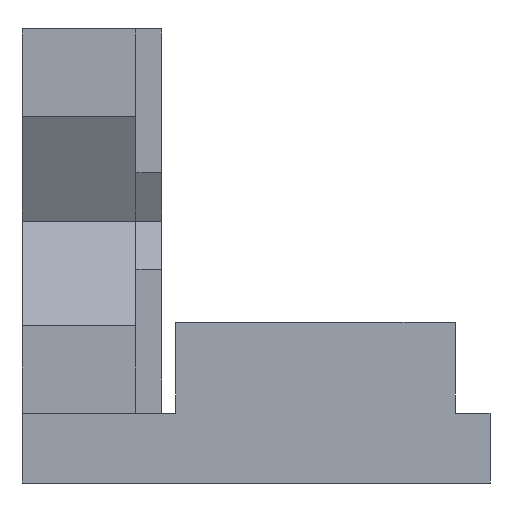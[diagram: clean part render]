
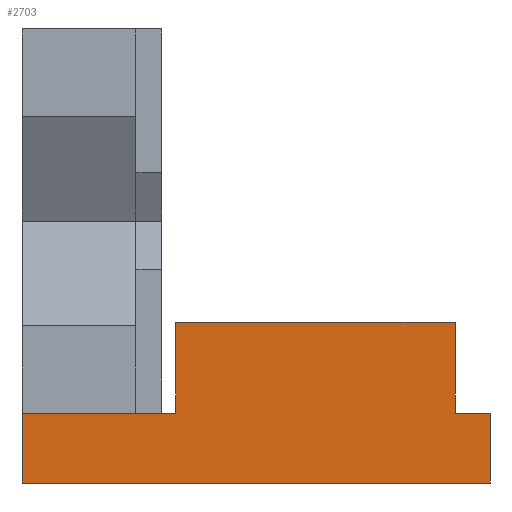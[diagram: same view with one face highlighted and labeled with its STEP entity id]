
A CAD part, front view. The second image highlights one B-rep face of the part: STEP entity #2703.
In plain terms, the highlighted planar face has unit normal (0, -1, 0).
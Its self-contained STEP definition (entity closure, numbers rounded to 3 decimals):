
#3 = VECTOR ( 'NONE', #2542, 1000. ) ;
#22 = CARTESIAN_POINT ( 'NONE',  ( -23.5, -43.75, 10. ) ) ;
#48 = CARTESIAN_POINT ( 'NONE',  ( -21.5, -43.75, 23. ) ) ;
#104 = AXIS2_PLACEMENT_3D ( 'NONE', #2974, #772, #2516 ) ;
#274 = PLANE ( 'NONE',  #104 ) ;
#287 = DIRECTION ( 'NONE',  ( 0., 0., -1. ) ) ;
#374 = ORIENTED_EDGE ( 'NONE', *, *, #2747, .T. ) ;
#393 = DIRECTION ( 'NONE',  ( 0., 0., -1. ) ) ;
#415 = LINE ( 'NONE', #3205, #986 ) ;
#440 = ORIENTED_EDGE ( 'NONE', *, *, #2494, .F. ) ;
#480 = VECTOR ( 'NONE', #1360, 1000. ) ;
#497 = VERTEX_POINT ( 'NONE', #2712 ) ;
#656 = EDGE_LOOP ( 'NONE', ( #440, #1255, #374, #1576, #2699, #3025, #2947, #1903 ) ) ;
#739 = VECTOR ( 'NONE', #393, 1000. ) ;
#766 = LINE ( 'NONE', #22, #2500 ) ;
#772 = DIRECTION ( 'NONE',  ( 0., 1., 0. ) ) ;
#822 = CARTESIAN_POINT ( 'NONE',  ( -43.5, -43.75, 10. ) ) ;
#986 = VECTOR ( 'NONE', #3139, 1000. ) ;
#1034 = CARTESIAN_POINT ( 'NONE',  ( 18.5, -43.75, 10. ) ) ;
#1056 = CARTESIAN_POINT ( 'NONE',  ( -21.5, -43.75, 23. ) ) ;
#1148 = VECTOR ( 'NONE', #2324, 1000. ) ;
#1233 = EDGE_CURVE ( 'NONE', #1600, #1374, #1376, .T. ) ;
#1252 = FACE_OUTER_BOUND ( 'NONE', #656, .T. ) ;
#1255 = ORIENTED_EDGE ( 'NONE', *, *, #1620, .T. ) ;
#1261 = DIRECTION ( 'NONE',  ( 1., 0., 0. ) ) ;
#1360 = DIRECTION ( 'NONE',  ( 1., 0., 0. ) ) ;
#1371 = VERTEX_POINT ( 'NONE', #1953 ) ;
#1374 = VERTEX_POINT ( 'NONE', #3209 ) ;
#1376 = LINE ( 'NONE', #1424, #739 ) ;
#1424 = CARTESIAN_POINT ( 'NONE',  ( 23.5, -43.75, 10. ) ) ;
#1506 = DIRECTION ( 'NONE',  ( 1., 0., 0. ) ) ;
#1576 = ORIENTED_EDGE ( 'NONE', *, *, #1233, .F. ) ;
#1600 = VERTEX_POINT ( 'NONE', #1766 ) ;
#1620 = EDGE_CURVE ( 'NONE', #1371, #2511, #2877, .T. ) ;
#1741 = EDGE_CURVE ( 'NONE', #2443, #2673, #415, .T. ) ;
#1766 = CARTESIAN_POINT ( 'NONE',  ( 23.5, -43.75, 10. ) ) ;
#1769 = VECTOR ( 'NONE', #1506, 1000. ) ;
#1793 = CARTESIAN_POINT ( 'NONE',  ( 18.5, -43.75, 23. ) ) ;
#1833 = CARTESIAN_POINT ( 'NONE',  ( -21.5, -43.75, 23. ) ) ;
#1903 = ORIENTED_EDGE ( 'NONE', *, *, #2722, .T. ) ;
#1953 = CARTESIAN_POINT ( 'NONE',  ( -43.5, -43.75, 10. ) ) ;
#2042 = LINE ( 'NONE', #3080, #480 ) ;
#2303 = CARTESIAN_POINT ( 'NONE',  ( -43.5, -43.75, 0. ) ) ;
#2324 = DIRECTION ( 'NONE',  ( 0., 0., -1. ) ) ;
#2396 = EDGE_CURVE ( 'NONE', #2673, #1600, #766, .T. ) ;
#2443 = VERTEX_POINT ( 'NONE', #1793 ) ;
#2486 = LINE ( 'NONE', #1056, #3184 ) ;
#2494 = EDGE_CURVE ( 'NONE', #1371, #497, #2042, .T. ) ;
#2500 = VECTOR ( 'NONE', #1261, 1000. ) ;
#2502 = EDGE_CURVE ( 'NONE', #2872, #2443, #2824, .T. ) ;
#2511 = VERTEX_POINT ( 'NONE', #2303 ) ;
#2516 = DIRECTION ( 'NONE',  ( 0., 0., 1. ) ) ;
#2542 = DIRECTION ( 'NONE',  ( 1., 0., 0. ) ) ;
#2673 = VERTEX_POINT ( 'NONE', #1034 ) ;
#2699 = ORIENTED_EDGE ( 'NONE', *, *, #2396, .F. ) ;
#2703 = ADVANCED_FACE ( 'NONE', ( #1252 ), #274, .F. ) ;
#2712 = CARTESIAN_POINT ( 'NONE',  ( -21.5, -43.75, 10. ) ) ;
#2722 = EDGE_CURVE ( 'NONE', #2872, #497, #2486, .T. ) ;
#2730 = CARTESIAN_POINT ( 'NONE',  ( -23.5, -43.75, 0. ) ) ;
#2747 = EDGE_CURVE ( 'NONE', #2511, #1374, #3001, .T. ) ;
#2824 = LINE ( 'NONE', #48, #3 ) ;
#2872 = VERTEX_POINT ( 'NONE', #1833 ) ;
#2877 = LINE ( 'NONE', #822, #1148 ) ;
#2947 = ORIENTED_EDGE ( 'NONE', *, *, #2502, .F. ) ;
#2974 = CARTESIAN_POINT ( 'NONE',  ( -23.5, -43.75, 10. ) ) ;
#3001 = LINE ( 'NONE', #2730, #1769 ) ;
#3025 = ORIENTED_EDGE ( 'NONE', *, *, #1741, .F. ) ;
#3080 = CARTESIAN_POINT ( 'NONE',  ( -23.5, -43.75, 10. ) ) ;
#3139 = DIRECTION ( 'NONE',  ( 0., 0., -1. ) ) ;
#3184 = VECTOR ( 'NONE', #287, 1000. ) ;
#3205 = CARTESIAN_POINT ( 'NONE',  ( 18.5, -43.75, 23. ) ) ;
#3209 = CARTESIAN_POINT ( 'NONE',  ( 23.5, -43.75, 0. ) ) ;
